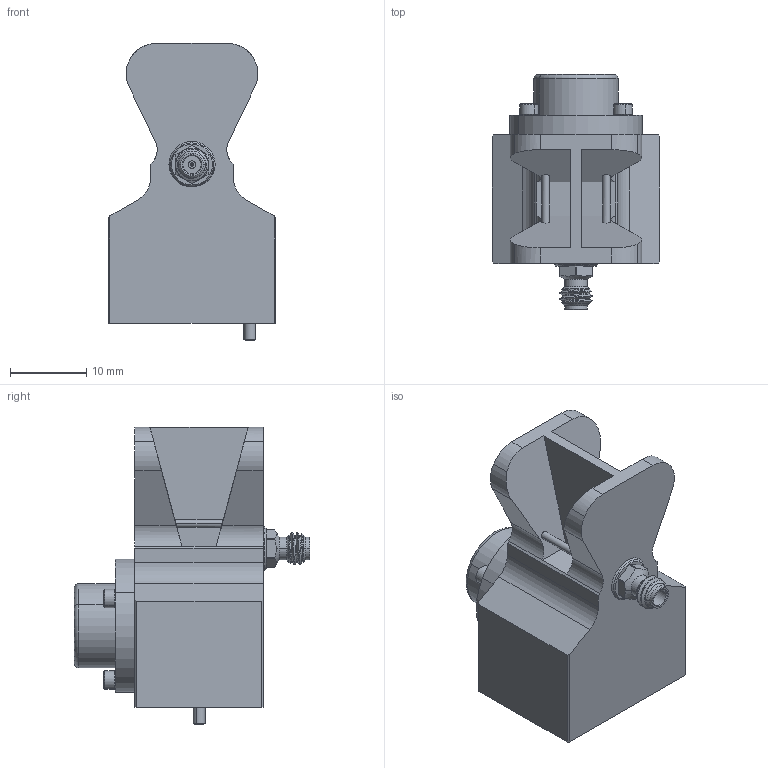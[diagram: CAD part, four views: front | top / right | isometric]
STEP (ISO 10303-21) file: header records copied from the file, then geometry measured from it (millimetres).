
FILE_DESCRIPTION (( 'STEP AP203' ), '1' );
FILE_NAME ('DMAV-C1-101-2_Defeatured.STEP', '2023-09-28T01:51:30', ( '' ), ( '' ), 'SwSTEP 2.0', 'SolidWorks 2021', '' );
FILE_SCHEMA (( 'CONFIG_CONTROL_DESIGN' ));
Length unit declared in the file: inch
Products named in the file (1): DMAV-C1-101-2_Defeatured
Bounding box: 22.1 x 30.93 x 39.11 mm (x, y, z)
Volume: 9576.9 mm3; surface area: 4503.5 mm2
Topology: 1 solids, 1 shells, 306 faces, 680 edges, 404 vertices
Faces by surface type: plane 113, cone 96, cylinder 79, bspline 14, torus 4
Entity records: 11149 total; most frequent: CARTESIAN_POINT 4482, DIRECTION 1371, ORIENTED_EDGE 1356, EDGE_CURVE 678, AXIS2_PLACEMENT_3D 530, VERTEX_POINT 404, EDGE_LOOP 340, VECTOR 311
